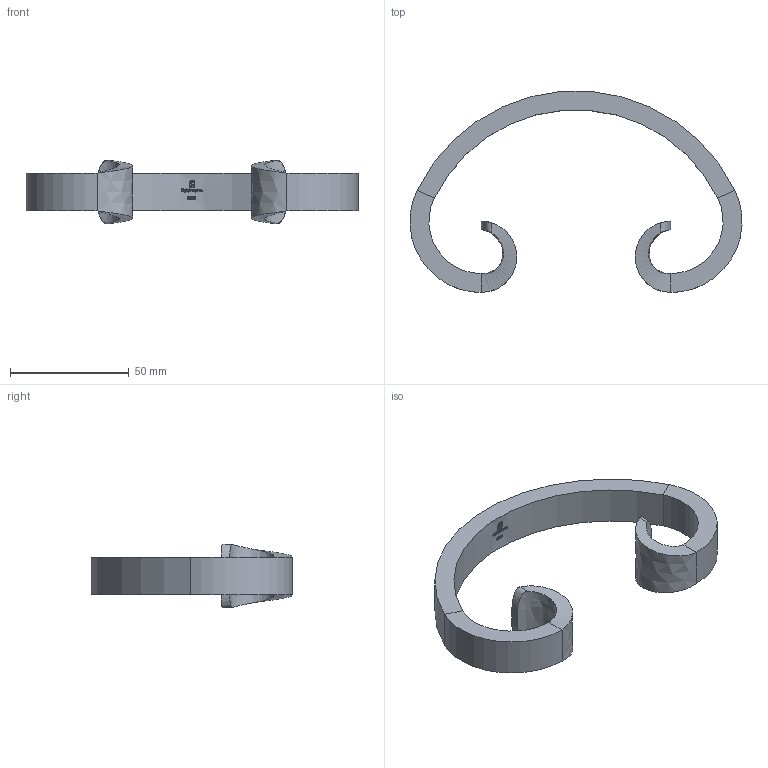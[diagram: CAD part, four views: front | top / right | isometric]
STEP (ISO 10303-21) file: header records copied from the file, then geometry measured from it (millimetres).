
FILE_DESCRIPTION (( 'STEP AP203' ), '1' );
FILE_NAME ('3081.step', '2022-10-07T10:11:34', ( '' ), ( '' ), 'SwSTEP 2.0', 'SolidWorks 2018', '' );
FILE_SCHEMA (( 'CONFIG_CONTROL_DESIGN' ));
Length unit declared in the file: millimetre
Products named in the file (1): 3081
Bounding box: 139.92 x 84.73 x 26.94 mm (x, y, z)
Volume: 42688.2 mm3; surface area: 16962.2 mm2
Topology: 1 solids, 1 shells, 238 faces, 635 edges, 418 vertices
Faces by surface type: bspline 120, plane 93, cylinder 25
Entity records: 12172 total; most frequent: CARTESIAN_POINT 6922, ORIENTED_EDGE 1270, DIRECTION 719, EDGE_CURVE 635, VERTEX_POINT 418, VECTOR 301, LINE 301, EDGE_LOOP 257
